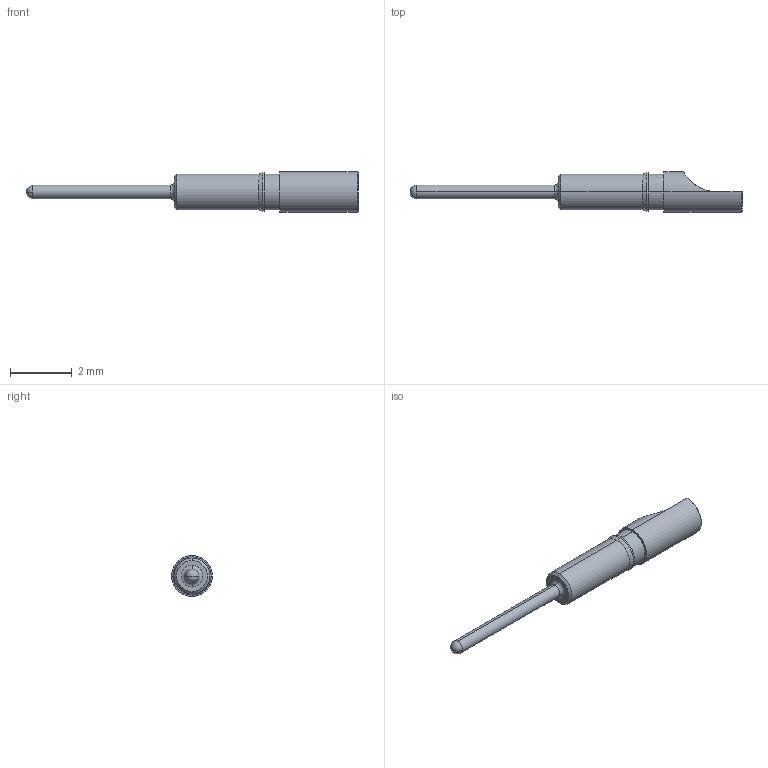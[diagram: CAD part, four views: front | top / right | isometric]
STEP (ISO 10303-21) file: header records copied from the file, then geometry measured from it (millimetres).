
FILE_DESCRIPTION (( 'STEP AP214' ), '1' );
FILE_NAME ('ICS45 B1 P2S5.STEP', '2012-12-13T15:58:17', ( 'Authorized User' ), ( '' ), 'SwSTEP 2.0', 'SolidWorks 2012', '' );
FILE_SCHEMA (( 'AUTOMOTIVE_DESIGN' ));
Length unit declared in the file: inch
Products named in the file (1): ICS45 B1 P2S5
Bounding box: 10.79 x 1.32 x 1.32 mm (x, y, z)
Volume: 6 mm3; surface area: 33.5 mm2
Topology: 1 solids, 1 shells, 31 faces, 70 edges, 40 vertices
Faces by surface type: cylinder 13, cone 8, plane 6, torus 2, sphere 2
Entity records: 912 total; most frequent: CARTESIAN_POINT 176, DIRECTION 162, ORIENTED_EDGE 132, AXIS2_PLACEMENT_3D 66, EDGE_CURVE 66, VERTEX_POINT 40, EDGE_LOOP 34, CIRCLE 34
